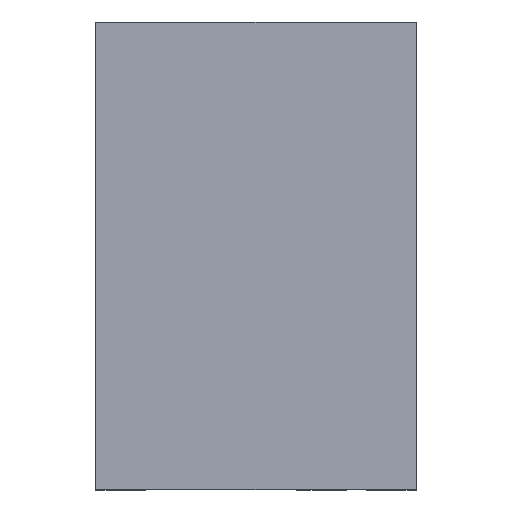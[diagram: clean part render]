
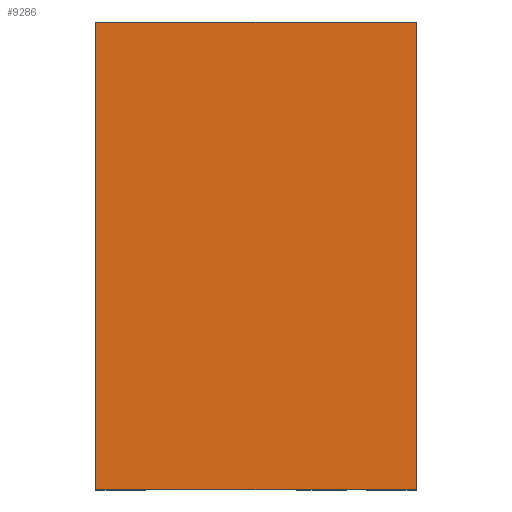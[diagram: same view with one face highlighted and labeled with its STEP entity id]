
A CAD part, top view. The second image highlights one B-rep face of the part: STEP entity #9286.
In plain terms, the highlighted planar face has unit normal (0, 0, 1).
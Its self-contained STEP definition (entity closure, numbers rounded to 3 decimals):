
#114=LINE('',#17349,#334);
#115=LINE('',#17352,#335);
#116=LINE('',#17354,#336);
#117=LINE('',#17356,#337);
#334=VECTOR('',#12879,1000.);
#335=VECTOR('',#12880,1000.);
#336=VECTOR('',#12881,1000.);
#337=VECTOR('',#12882,1000.);
#3501=ORIENTED_EDGE('',*,*,#4748,.T.);
#3502=ORIENTED_EDGE('',*,*,#4749,.T.);
#3503=ORIENTED_EDGE('',*,*,#4750,.T.);
#3504=ORIENTED_EDGE('',*,*,#4751,.T.);
#4748=EDGE_CURVE('',#5685,#5686,#114,.T.);
#4749=EDGE_CURVE('',#5686,#5687,#115,.T.);
#4750=EDGE_CURVE('',#5687,#5688,#116,.T.);
#4751=EDGE_CURVE('',#5688,#5685,#117,.T.);
#5685=VERTEX_POINT('',#17350);
#5686=VERTEX_POINT('',#17351);
#5687=VERTEX_POINT('',#17353);
#5688=VERTEX_POINT('',#17355);
#7331=EDGE_LOOP('',(#3501,#3502,#3503,#3504));
#8539=FACE_BOUND('',#7331,.T.);
#8607=PLANE('',#10537);
#9286=ADVANCED_FACE('',(#8539),#8607,.T.);
#10537=AXIS2_PLACEMENT_3D('',#17348,#12877,#12878);
#12877=DIRECTION('',(0.,0.,1.));
#12878=DIRECTION('',(1.,0.,0.));
#12879=DIRECTION('',(0.,-1.,0.));
#12880=DIRECTION('',(1.,0.,0.));
#12881=DIRECTION('',(0.,1.,0.));
#12882=DIRECTION('',(-1.,0.,0.));
#17348=CARTESIAN_POINT('',(0.,0.,2.85));
#17349=CARTESIAN_POINT('',(-2.35,1.61,2.85));
#17350=CARTESIAN_POINT('',(-2.35,1.61,2.85));
#17351=CARTESIAN_POINT('',(-2.35,-1.61,2.85));
#17352=CARTESIAN_POINT('',(-2.35,-1.61,2.85));
#17353=CARTESIAN_POINT('',(2.35,-1.61,2.85));
#17354=CARTESIAN_POINT('',(2.35,-1.61,2.85));
#17355=CARTESIAN_POINT('',(2.35,1.61,2.85));
#17356=CARTESIAN_POINT('',(2.35,1.61,2.85));
